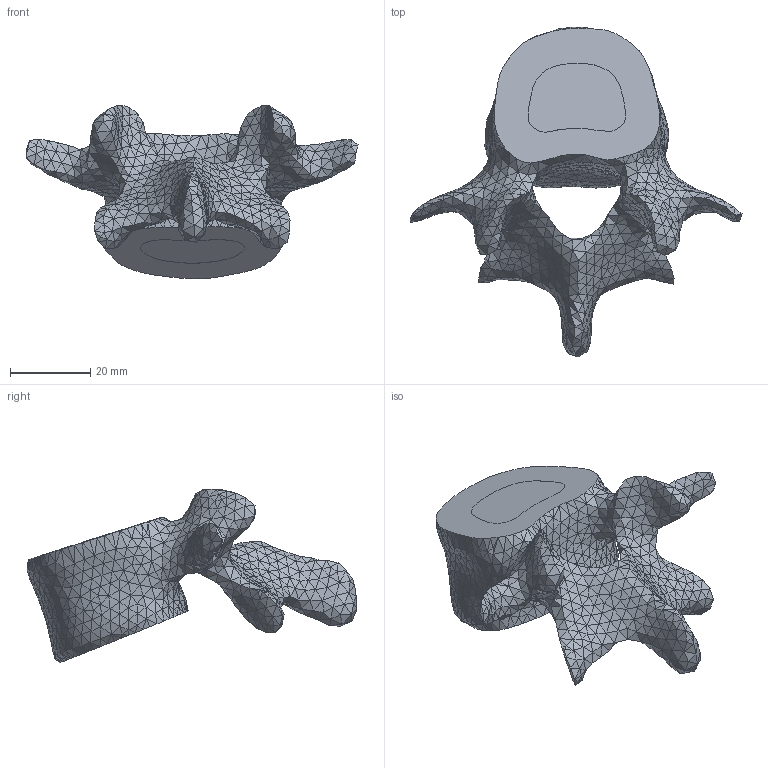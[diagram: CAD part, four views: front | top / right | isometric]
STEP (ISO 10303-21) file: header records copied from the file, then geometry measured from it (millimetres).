
FILE_DESCRIPTION(/* description */ (''),/* implementation_level */ '2;1');
FILE_NAME(/* name */ 'L4 (1).step',/* time_stamp */ '2024-06-06T23:34:30-04:00',/* author */ (''),/* organization */ (''),/* preprocessor_version */ 'ST-DEVELOPER v20',/* originating_system */ 'Autodesk Translation Framework v13.14.0.145',/* authorisation */ '');
FILE_SCHEMA (('AUTOMOTIVE_DESIGN { 1 0 10303 214 3 1 1 }'));
Length unit declared in the file: millimetre
Products named in the file (1): L4 (1)
Bounding box: 82.68 x 82.12 x 43.3 mm (x, y, z)
Volume: 44651.5 mm3; surface area: 11154.7 mm2
Topology: 1 solids, 1 shells, 2661 faces, 4350 edges, 1691 vertices
Faces by surface type: plane 2661
Entity records: 55165 total; most frequent: DIRECTION 9674, CARTESIAN_POINT 8703, ORIENTED_EDGE 8700, LINE 4350, VECTOR 4350, EDGE_CURVE 4350, EDGE_LOOP 2663, AXIS2_PLACEMENT_3D 2662
